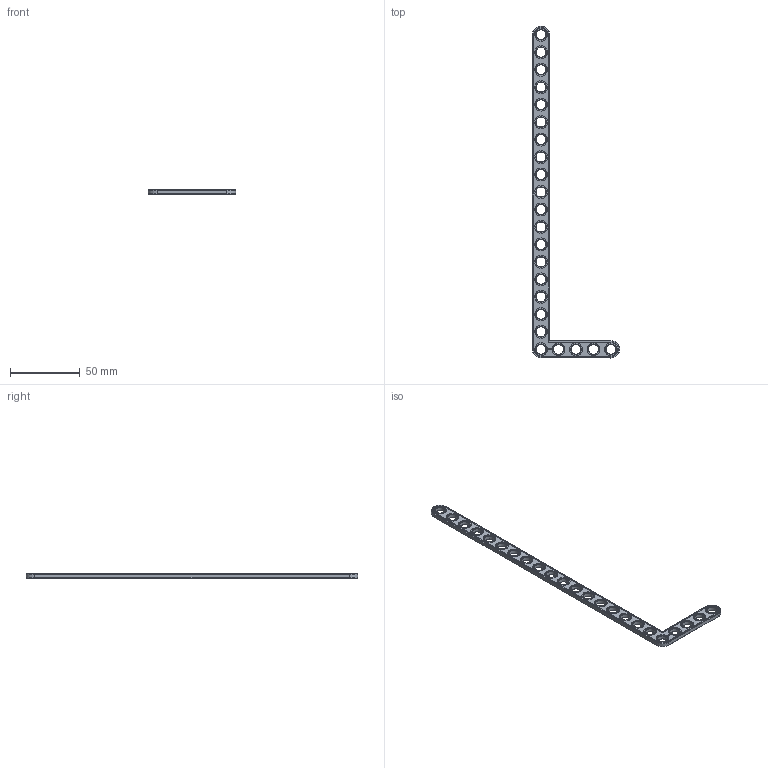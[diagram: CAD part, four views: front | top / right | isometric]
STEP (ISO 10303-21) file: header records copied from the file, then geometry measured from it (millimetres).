
FILE_DESCRIPTION(('FreeCAD Model'),'2;1');
FILE_NAME('Open CASCADE Shape Model','2022-02-09T09:52:10',( 'Paulo Kiefe'),('STEMFIE.org'),'Open CASCADE STEP processor 7.4', 'FreeCAD','Unknown');
FILE_SCHEMA(('AUTOMOTIVE_DESIGN { 1 0 10303 214 1 1 1 1 }'));
Length unit declared in the file: millimetre
Products named in the file (1): Brace_AGD_90_ASYM_ERR_BU05x19x01x00.25_-_SPN-BRC-1064_(stemfie.org)
Bounding box: 62.5 x 237.5 x 3.12 mm (x, y, z)
Volume: 7957.6 mm3; surface area: 8618.3 mm2
Topology: 1 solids, 1 shells, 645 faces, 1695 edges, 1110 vertices
Faces by surface type: plane 363, extrusion 178, cone 52, cylinder 52
Full cylindrical faces by diameter (mm): 7 x23, 9.2 x23
Entity records: 43216 total; most frequent: CARTESIAN_POINT 10278, DIRECTION 5419, VECTOR 4090, LINE 3912, ORIENTED_EDGE 3390, PCURVE 3390, DEFINITIONAL_REPRESENTATION 3390, EDGE_CURVE 1695
